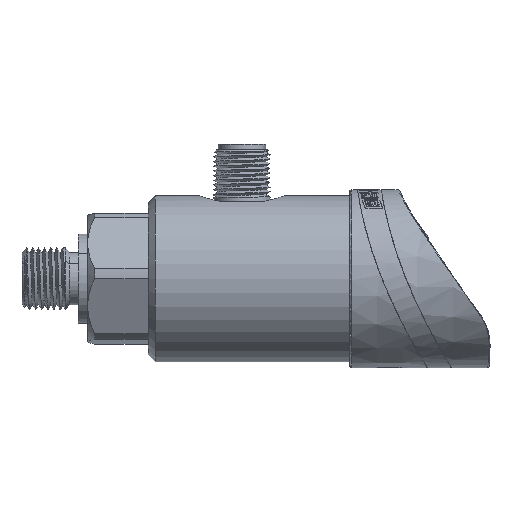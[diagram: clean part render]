
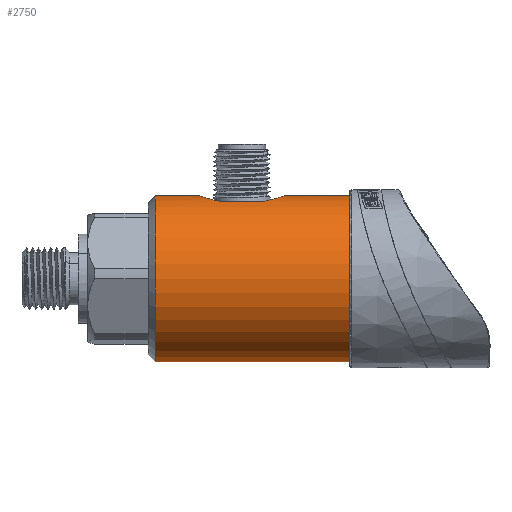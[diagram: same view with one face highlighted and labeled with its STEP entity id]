
A CAD part, left-side view. The second image highlights one B-rep face of the part: STEP entity #2750.
In plain terms, the highlighted cylindrical face has radius 17.75 mm (diameter 35.5 mm), a full revolution.
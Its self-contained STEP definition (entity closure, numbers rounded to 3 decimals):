
#972=B_SPLINE_CURVE_WITH_KNOTS('',3,(#20006,#20007,#20008,#20009,#20010,
#20011,#20012,#20013,#20014,#20015),.UNSPECIFIED.,.F.,.F.,(4,2,2,2,4),(0.,
0.25,0.5,0.75,1.),.UNSPECIFIED.);
#973=B_SPLINE_CURVE_WITH_KNOTS('',3,(#20016,#20017,#20018,#20019,#20020,
#20021,#20022,#20023,#20024,#20025),.UNSPECIFIED.,.F.,.F.,(4,2,2,2,4),(0.,
0.25,0.5,0.75,1.),.UNSPECIFIED.);
#974=B_SPLINE_CURVE_WITH_KNOTS('',3,(#20028,#20029,#20030,#20031,#20032,
#20033,#20034,#20035,#20036,#20037,#20038,#20039,#20040,#20041,#20042,#20043,
#20044,#20045,#20046,#20047,#20048,#20049,#20050,#20051,#20052,#20053,#20054,
#20055,#20056,#20057,#20058,#20059,#20060,#20061,#20062,#20063,#20064,#20065,
#20066,#20067,#20068,#20069,#20070,#20071,#20072,#20073,#20074,#20075,#20076,
#20077,#20078,#20079,#20080,#20081,#20082,#20083,#20084,#20085),
 .UNSPECIFIED.,.T.,.F.,(1,3,3,3,3,3,3,3,3,3,3,3,3,3,3,3,3,3,3,3,3,1),(-0.042,
0.,0.05,0.1,0.155,0.208,
0.262,0.314,0.368,0.422,
0.475,0.53,0.583,0.638,
0.691,0.745,0.799,0.851,
0.905,0.958,1.,1.05),.UNSPECIFIED.);
#1831=CYLINDRICAL_SURFACE('',#15097,17.75);
#2062=FACE_BOUND('',#4645,.T.);
#2063=FACE_BOUND('',#4646,.T.);
#2064=FACE_BOUND('',#4647,.T.);
#2065=FACE_BOUND('',#4648,.T.);
#2338=CIRCLE('',#15095,17.75);
#2339=CIRCLE('',#15096,17.75);
#2750=ADVANCED_FACE('',(#2062,#2063,#2064,#2065),#1831,.T.);
#4645=EDGE_LOOP('',(#6031));
#4646=EDGE_LOOP('',(#6032,#6033,#6034,#6035));
#4647=EDGE_LOOP('',(#6036));
#4648=EDGE_LOOP('',(#6037));
#6031=ORIENTED_EDGE('',*,*,#11085,.T.);
#6032=ORIENTED_EDGE('',*,*,#11081,.F.);
#6033=ORIENTED_EDGE('',*,*,#11086,.T.);
#6034=ORIENTED_EDGE('',*,*,#11079,.F.);
#6035=ORIENTED_EDGE('',*,*,#11087,.T.);
#6036=ORIENTED_EDGE('',*,*,#11088,.F.);
#6037=ORIENTED_EDGE('',*,*,#11089,.T.);
#9618=VERTEX_POINT('',#19992);
#9619=VERTEX_POINT('',#19993);
#9620=VERTEX_POINT('',#19995);
#9621=VERTEX_POINT('',#19997);
#9624=VERTEX_POINT('',#20005);
#9625=VERTEX_POINT('',#20027);
#9626=VERTEX_POINT('',#20086);
#11079=EDGE_CURVE('',#9618,#9619,#12966,.T.);
#11081=EDGE_CURVE('',#9620,#9621,#12967,.T.);
#11085=EDGE_CURVE('',#9624,#9624,#2338,.T.);
#11086=EDGE_CURVE('',#9620,#9619,#972,.T.);
#11087=EDGE_CURVE('',#9618,#9621,#973,.T.);
#11088=EDGE_CURVE('',#9625,#9625,#2339,.T.);
#11089=EDGE_CURVE('',#9626,#9626,#974,.T.);
#12966=LINE('',#19991,#13920);
#12967=LINE('',#19996,#13921);
#13920=VECTOR('',#16701,1.);
#13921=VECTOR('',#16704,1.);
#15095=AXIS2_PLACEMENT_3D('',#20004,#16713,#16714);
#15096=AXIS2_PLACEMENT_3D('',#20026,#16715,#16716);
#15097=AXIS2_PLACEMENT_3D('',#20087,#16717,#16718);
#16701=DIRECTION('',(0.,-1.,0.));
#16704=DIRECTION('',(0.,1.,0.));
#16713=DIRECTION('',(0.,-1.,0.));
#16714=DIRECTION('',(0.,0.,1.));
#16715=DIRECTION('',(0.,-1.,0.));
#16716=DIRECTION('',(0.,0.,1.));
#16717=DIRECTION('',(0.,-1.,0.));
#16718=DIRECTION('',(0.,0.,-1.));
#19991=CARTESIAN_POINT('',(11.457,34.5,-1.5));
#19992=CARTESIAN_POINT('',(11.457,57.603,-1.5));
#19993=CARTESIAN_POINT('',(11.457,48.397,-1.5));
#19995=CARTESIAN_POINT('',(24.543,48.397,-1.5));
#19996=CARTESIAN_POINT('',(24.543,34.5,-1.5));
#19997=CARTESIAN_POINT('',(24.543,57.603,-1.5));
#20004=CARTESIAN_POINT('',(18.,71.5,-18.));
#20005=CARTESIAN_POINT('',(18.,71.5,-0.25));
#20006=CARTESIAN_POINT('',(24.543,48.397,-1.5));
#20007=CARTESIAN_POINT('',(23.937,47.117,-1.259));
#20008=CARTESIAN_POINT('',(23.074,45.984,-0.952));
#20009=CARTESIAN_POINT('',(20.845,44.291,-0.442));
#20010=CARTESIAN_POINT('',(19.435,43.753,-0.251));
#20011=CARTESIAN_POINT('',(16.59,43.747,-0.249));
#20012=CARTESIAN_POINT('',(15.177,44.279,-0.438));
#20013=CARTESIAN_POINT('',(12.936,45.972,-0.949));
#20014=CARTESIAN_POINT('',(12.064,47.115,-1.259));
#20015=CARTESIAN_POINT('',(11.457,48.397,-1.5));
#20016=CARTESIAN_POINT('',(11.457,57.603,-1.5));
#20017=CARTESIAN_POINT('',(12.063,58.883,-1.259));
#20018=CARTESIAN_POINT('',(12.926,60.016,-0.952));
#20019=CARTESIAN_POINT('',(15.155,61.709,-0.442));
#20020=CARTESIAN_POINT('',(16.565,62.247,-0.251));
#20021=CARTESIAN_POINT('',(19.41,62.253,-0.249));
#20022=CARTESIAN_POINT('',(20.823,61.721,-0.438));
#20023=CARTESIAN_POINT('',(23.064,60.028,-0.949));
#20024=CARTESIAN_POINT('',(23.936,58.885,-1.259));
#20025=CARTESIAN_POINT('',(24.543,57.603,-1.5));
#20026=CARTESIAN_POINT('',(18.,27.,-18.));
#20027=CARTESIAN_POINT('',(18.,27.,-0.25));
#20028=CARTESIAN_POINT('',(17.995,67.791,-0.25));
#20029=CARTESIAN_POINT('',(18.093,67.796,-0.25));
#20030=CARTESIAN_POINT('',(18.194,67.785,-0.251));
#20031=CARTESIAN_POINT('',(18.289,67.76,-0.252));
#20032=CARTESIAN_POINT('',(18.384,67.734,-0.254));
#20033=CARTESIAN_POINT('',(18.476,67.694,-0.256));
#20034=CARTESIAN_POINT('',(18.559,67.641,-0.259));
#20035=CARTESIAN_POINT('',(18.65,67.582,-0.262));
#20036=CARTESIAN_POINT('',(18.732,67.507,-0.265));
#20037=CARTESIAN_POINT('',(18.797,67.421,-0.268));
#20038=CARTESIAN_POINT('',(18.86,67.338,-0.271));
#20039=CARTESIAN_POINT('',(18.91,67.244,-0.273));
#20040=CARTESIAN_POINT('',(18.943,67.145,-0.275));
#20041=CARTESIAN_POINT('',(18.977,67.044,-0.277));
#20042=CARTESIAN_POINT('',(18.994,66.935,-0.278));
#20043=CARTESIAN_POINT('',(18.991,66.828,-0.278));
#20044=CARTESIAN_POINT('',(18.988,66.725,-0.278));
#20045=CARTESIAN_POINT('',(18.967,66.621,-0.276));
#20046=CARTESIAN_POINT('',(18.932,66.524,-0.274));
#20047=CARTESIAN_POINT('',(18.895,66.425,-0.273));
#20048=CARTESIAN_POINT('',(18.841,66.33,-0.27));
#20049=CARTESIAN_POINT('',(18.773,66.249,-0.267));
#20050=CARTESIAN_POINT('',(18.706,66.168,-0.264));
#20051=CARTESIAN_POINT('',(18.623,66.097,-0.261));
#20052=CARTESIAN_POINT('',(18.532,66.043,-0.258));
#20053=CARTESIAN_POINT('',(18.442,65.989,-0.255));
#20054=CARTESIAN_POINT('',(18.342,65.95,-0.253));
#20055=CARTESIAN_POINT('',(18.239,65.928,-0.252));
#20056=CARTESIAN_POINT('',(18.134,65.906,-0.25));
#20057=CARTESIAN_POINT('',(18.023,65.902,-0.25));
#20058=CARTESIAN_POINT('',(17.917,65.916,-0.25));
#20059=CARTESIAN_POINT('',(17.813,65.931,-0.251));
#20060=CARTESIAN_POINT('',(17.71,65.963,-0.252));
#20061=CARTESIAN_POINT('',(17.616,66.01,-0.254));
#20062=CARTESIAN_POINT('',(17.52,66.058,-0.256));
#20063=CARTESIAN_POINT('',(17.43,66.123,-0.259));
#20064=CARTESIAN_POINT('',(17.356,66.202,-0.262));
#20065=CARTESIAN_POINT('',(17.284,66.278,-0.264));
#20066=CARTESIAN_POINT('',(17.224,66.367,-0.267));
#20067=CARTESIAN_POINT('',(17.181,66.463,-0.269));
#20068=CARTESIAN_POINT('',(17.137,66.559,-0.271));
#20069=CARTESIAN_POINT('',(17.109,66.665,-0.272));
#20070=CARTESIAN_POINT('',(17.099,66.77,-0.273));
#20071=CARTESIAN_POINT('',(17.09,66.876,-0.273));
#20072=CARTESIAN_POINT('',(17.1,66.984,-0.273));
#20073=CARTESIAN_POINT('',(17.127,67.086,-0.271));
#20074=CARTESIAN_POINT('',(17.153,67.186,-0.27));
#20075=CARTESIAN_POINT('',(17.196,67.283,-0.268));
#20076=CARTESIAN_POINT('',(17.253,67.369,-0.266));
#20077=CARTESIAN_POINT('',(17.312,67.459,-0.263));
#20078=CARTESIAN_POINT('',(17.388,67.538,-0.26));
#20079=CARTESIAN_POINT('',(17.474,67.602,-0.258));
#20080=CARTESIAN_POINT('',(17.557,67.664,-0.255));
#20081=CARTESIAN_POINT('',(17.651,67.713,-0.253));
#20082=CARTESIAN_POINT('',(17.75,67.745,-0.252));
#20083=CARTESIAN_POINT('',(17.829,67.771,-0.251));
#20084=CARTESIAN_POINT('',(17.912,67.787,-0.25));
#20085=CARTESIAN_POINT('',(17.995,67.791,-0.25));
#20086=CARTESIAN_POINT('',(17.995,67.791,-0.25));
#20087=CARTESIAN_POINT('',(18.,34.5,-18.));
